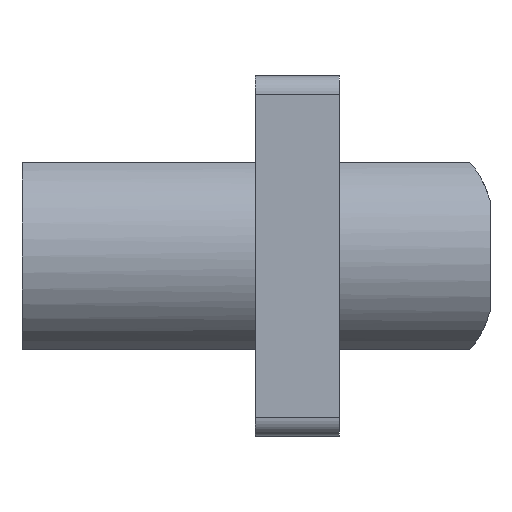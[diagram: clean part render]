
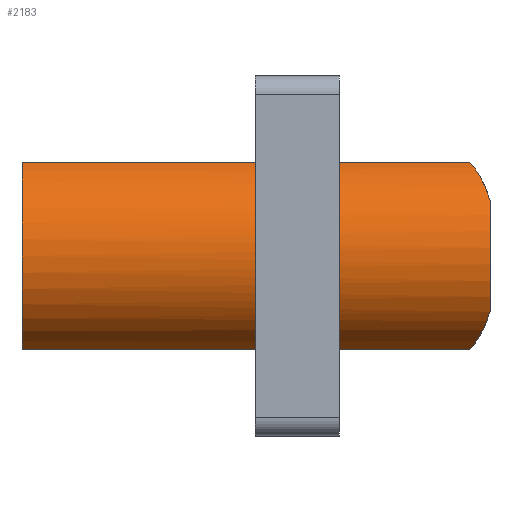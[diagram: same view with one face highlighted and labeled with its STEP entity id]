
A CAD part, left-side view. The second image highlights one B-rep face of the part: STEP entity #2183.
In plain terms, the highlighted cylindrical face has radius 11 mm (diameter 22 mm), a partial arc.
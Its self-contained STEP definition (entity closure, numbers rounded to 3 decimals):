
#56 = CARTESIAN_POINT ( 'NONE',  ( -14.834, -35.635, 40. ) ) ;
#96 = CARTESIAN_POINT ( 'NONE',  ( -18.36, -37.28, 57.728 ) ) ;
#120 = ORIENTED_EDGE ( 'NONE', *, *, #2068, .T. ) ;
#211 = VERTEX_POINT ( 'NONE', #2134 ) ;
#227 = CARTESIAN_POINT ( 'NONE',  ( -14.834, 12.186, 60. ) ) ;
#231 = VECTOR ( 'NONE', #290, 1000. ) ;
#234 = AXIS2_PLACEMENT_3D ( 'NONE', #1888, #1494, #1327 ) ;
#269 = VERTEX_POINT ( 'NONE', #56 ) ;
#275 = CARTESIAN_POINT ( 'NONE',  ( -14.834, 12.186, 60. ) ) ;
#285 = VERTEX_POINT ( 'NONE', #458 ) ;
#290 = DIRECTION ( 'NONE',  ( 0., -1., 0. ) ) ;
#292 = ORIENTED_EDGE ( 'NONE', *, *, #848, .T. ) ;
#331 = AXIS2_PLACEMENT_3D ( 'NONE', #366, #1677, #573 ) ;
#336 = CARTESIAN_POINT ( 'NONE',  ( -18.36, -37.28, 42.272 ) ) ;
#366 = CARTESIAN_POINT ( 'NONE',  ( -10.251, 12.186, 50. ) ) ;
#367 = LINE ( 'NONE', #1189, #2396 ) ;
#390 = VERTEX_POINT ( 'NONE', #877 ) ;
#458 = CARTESIAN_POINT ( 'NONE',  ( -14.834, 12.186, 40. ) ) ;
#467 = EDGE_LOOP ( 'NONE', ( #2380, #1373, #2071, #911, #292, #120 ) ) ;
#469 = CARTESIAN_POINT ( 'NONE',  ( -16.76, -36.534, 59.117 ) ) ;
#573 = DIRECTION ( 'NONE',  ( 0., 0., 1. ) ) ;
#657 = CARTESIAN_POINT ( 'NONE',  ( -19.506, -37.814, 55.946 ) ) ;
#848 = EDGE_CURVE ( 'NONE', #285, #269, #367, .T. ) ;
#877 = CARTESIAN_POINT ( 'NONE',  ( -19.506, -37.814, 55.946 ) ) ;
#911 = ORIENTED_EDGE ( 'NONE', *, *, #1164, .F. ) ;
#1021 = CIRCLE ( 'NONE', #331, 11. ) ;
#1095 = EDGE_CURVE ( 'NONE', #211, #390, #1832, .T. ) ;
#1164 = EDGE_CURVE ( 'NONE', #285, #2266, #1021, .T. ) ;
#1189 = CARTESIAN_POINT ( 'NONE',  ( -14.834, 12.186, 40. ) ) ;
#1327 = DIRECTION ( 'NONE',  ( 0., 0., -1. ) ) ;
#1343 = EDGE_CURVE ( 'NONE', #390, #2332, #1861, .T. ) ;
#1345 = CARTESIAN_POINT ( 'NONE',  ( -10.251, -37.814, 50. ) ) ;
#1373 = ORIENTED_EDGE ( 'NONE', *, *, #1343, .T. ) ;
#1376 = EDGE_CURVE ( 'NONE', #2266, #2332, #2088, .T. ) ;
#1412 = CARTESIAN_POINT ( 'NONE',  ( -14.834, -35.635, 60. ) ) ;
#1494 = DIRECTION ( 'NONE',  ( 0., -1., 0. ) ) ;
#1677 = DIRECTION ( 'NONE',  ( 0., 1., 0. ) ) ;
#1691 = CYLINDRICAL_SURFACE ( 'NONE', #234, 11. ) ;
#1749 = FACE_OUTER_BOUND ( 'NONE', #467, .T. ) ;
#1808 = CARTESIAN_POINT ( 'NONE',  ( -19.506, -37.814, 44.054 ) ) ;
#1832 = CIRCLE ( 'NONE', #2133, 11. ) ;
#1861 =( BOUNDED_CURVE ( )  B_SPLINE_CURVE ( 3, ( #657, #96, #469, #1412 ),
 .UNSPECIFIED., .F., .F. ) 
 B_SPLINE_CURVE_WITH_KNOTS ( ( 4, 4 ),
 ( 0.571, 1.141 ),
 .UNSPECIFIED. ) 
 CURVE ( )  GEOMETRIC_REPRESENTATION_ITEM ( )  RATIONAL_B_SPLINE_CURVE ( ( 1., 0.973, 0.973, 1. ) ) 
 REPRESENTATION_ITEM ( '' )  );
#1888 = CARTESIAN_POINT ( 'NONE',  ( -10.251, 12.186, 50. ) ) ;
#1995 = CARTESIAN_POINT ( 'NONE',  ( -16.76, -36.534, 40.883 ) ) ;
#2033 =( BOUNDED_CURVE ( )  B_SPLINE_CURVE ( 3, ( #2204, #1995, #336, #1808 ),
 .UNSPECIFIED., .F., .F. ) 
 B_SPLINE_CURVE_WITH_KNOTS ( ( 4, 4 ),
 ( 5.142, 5.712 ),
 .UNSPECIFIED. ) 
 CURVE ( )  GEOMETRIC_REPRESENTATION_ITEM ( )  RATIONAL_B_SPLINE_CURVE ( ( 1., 0.973, 0.973, 1. ) ) 
 REPRESENTATION_ITEM ( '' )  );
#2053 = DIRECTION ( 'NONE',  ( 0., 0., 1. ) ) ;
#2063 = DIRECTION ( 'NONE',  ( 0., 1., 0. ) ) ;
#2068 = EDGE_CURVE ( 'NONE', #269, #211, #2033, .T. ) ;
#2071 = ORIENTED_EDGE ( 'NONE', *, *, #1376, .F. ) ;
#2088 = LINE ( 'NONE', #275, #231 ) ;
#2115 = DIRECTION ( 'NONE',  ( 0., -1., 0. ) ) ;
#2133 = AXIS2_PLACEMENT_3D ( 'NONE', #1345, #2063, #2053 ) ;
#2134 = CARTESIAN_POINT ( 'NONE',  ( -19.506, -37.814, 44.054 ) ) ;
#2183 = ADVANCED_FACE ( 'NONE', ( #1749 ), #1691, .T. ) ;
#2195 = CARTESIAN_POINT ( 'NONE',  ( -14.834, -35.635, 60. ) ) ;
#2204 = CARTESIAN_POINT ( 'NONE',  ( -14.834, -35.635, 40. ) ) ;
#2266 = VERTEX_POINT ( 'NONE', #227 ) ;
#2332 = VERTEX_POINT ( 'NONE', #2195 ) ;
#2380 = ORIENTED_EDGE ( 'NONE', *, *, #1095, .T. ) ;
#2396 = VECTOR ( 'NONE', #2115, 1000. ) ;
